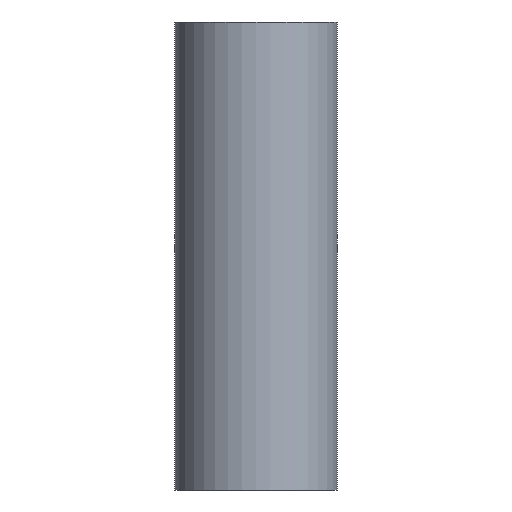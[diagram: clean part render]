
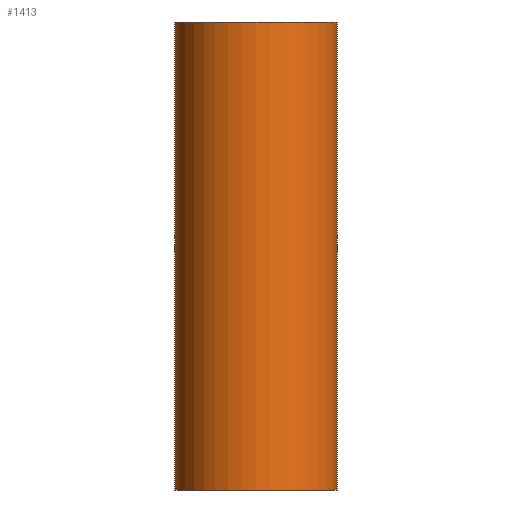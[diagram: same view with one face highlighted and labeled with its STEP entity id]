
A CAD part, front view. The second image highlights one B-rep face of the part: STEP entity #1413.
In plain terms, the highlighted cylindrical face has radius 25.4 mm (diameter 50.8 mm), a partial arc.
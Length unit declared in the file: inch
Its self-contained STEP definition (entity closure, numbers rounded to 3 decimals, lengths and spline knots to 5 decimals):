
#9 = VERTEX_POINT ( 'NONE', #1288 ) ;
#46 = CARTESIAN_POINT ( 'NONE',  ( 1., 0., 2.87402 ) ) ;
#87 = DIRECTION ( 'NONE',  ( 0., 0., -1. ) ) ;
#150 = CARTESIAN_POINT ( 'NONE',  ( -1., 0., -2.87402 ) ) ;
#163 = VECTOR ( 'NONE', #87, 39.37008 ) ;
#209 = EDGE_CURVE ( 'NONE', #1194, #588, #1109, .T. ) ;
#215 = CARTESIAN_POINT ( 'NONE',  ( -1., 0., 2.87402 ) ) ;
#241 = FACE_OUTER_BOUND ( 'NONE', #1084, .T. ) ;
#286 = DIRECTION ( 'NONE',  ( 1., 0., 0. ) ) ;
#299 = DIRECTION ( 'NONE',  ( 0., 0., -1. ) ) ;
#348 = AXIS2_PLACEMENT_3D ( 'NONE', #1137, #1459, #286 ) ;
#405 = AXIS2_PLACEMENT_3D ( 'NONE', #636, #511, #1450 ) ;
#453 = EDGE_CURVE ( 'NONE', #1397, #588, #997, .T. ) ;
#511 = DIRECTION ( 'NONE',  ( 0., 0., 1. ) ) ;
#570 = CYLINDRICAL_SURFACE ( 'NONE', #725, 1. ) ;
#588 = VERTEX_POINT ( 'NONE', #1123 ) ;
#636 = CARTESIAN_POINT ( 'NONE',  ( 0., 0., -2.87402 ) ) ;
#674 = CARTESIAN_POINT ( 'NONE',  ( 0., 0., 2.87402 ) ) ;
#725 = AXIS2_PLACEMENT_3D ( 'NONE', #674, #991, #880 ) ;
#814 = VECTOR ( 'NONE', #299, 39.37008 ) ;
#827 = ORIENTED_EDGE ( 'NONE', *, *, #453, .T. ) ;
#828 = EDGE_CURVE ( 'NONE', #9, #1397, #960, .T. ) ;
#880 = DIRECTION ( 'NONE',  ( -1., 0., 0. ) ) ;
#934 = ORIENTED_EDGE ( 'NONE', *, *, #828, .T. ) ;
#960 = LINE ( 'NONE', #215, #163 ) ;
#981 = CARTESIAN_POINT ( 'NONE',  ( 1., 0., 2.87402 ) ) ;
#991 = DIRECTION ( 'NONE',  ( 0., 0., -1. ) ) ;
#997 = CIRCLE ( 'NONE', #405, 1. ) ;
#1057 = ORIENTED_EDGE ( 'NONE', *, *, #1059, .F. ) ;
#1059 = EDGE_CURVE ( 'NONE', #9, #1194, #1341, .T. ) ;
#1084 = EDGE_LOOP ( 'NONE', ( #1207, #1057, #934, #827 ) ) ;
#1109 = LINE ( 'NONE', #981, #814 ) ;
#1123 = CARTESIAN_POINT ( 'NONE',  ( 1., 0., -2.87402 ) ) ;
#1137 = CARTESIAN_POINT ( 'NONE',  ( 0., 0., 2.87402 ) ) ;
#1194 = VERTEX_POINT ( 'NONE', #46 ) ;
#1207 = ORIENTED_EDGE ( 'NONE', *, *, #209, .F. ) ;
#1288 = CARTESIAN_POINT ( 'NONE',  ( -1., 0., 2.87402 ) ) ;
#1341 = CIRCLE ( 'NONE', #348, 1. ) ;
#1397 = VERTEX_POINT ( 'NONE', #150 ) ;
#1413 = ADVANCED_FACE ( 'NONE', ( #241 ), #570, .T. ) ;
#1450 = DIRECTION ( 'NONE',  ( 1., 0., 0. ) ) ;
#1459 = DIRECTION ( 'NONE',  ( 0., 0., 1. ) ) ;
